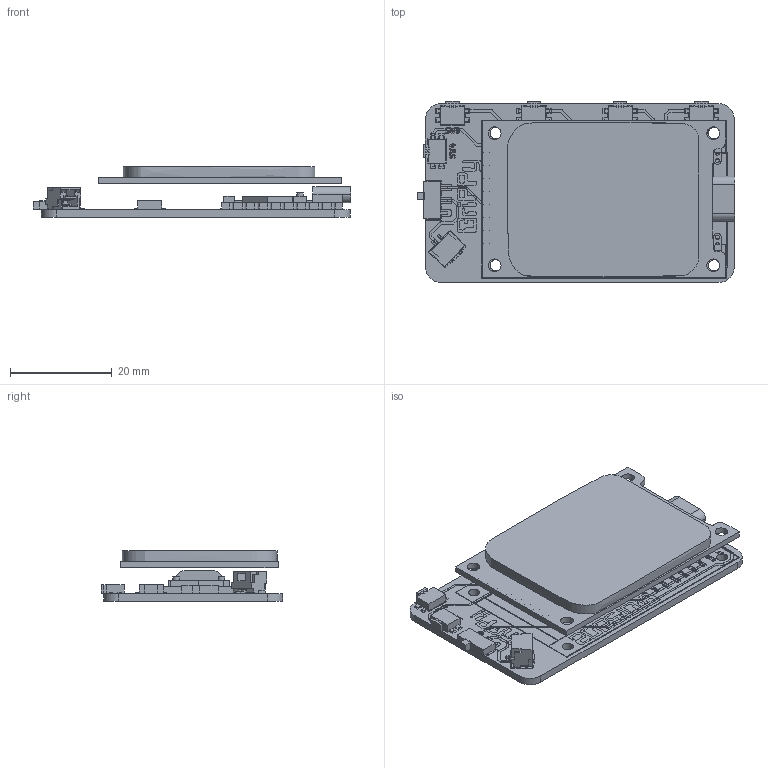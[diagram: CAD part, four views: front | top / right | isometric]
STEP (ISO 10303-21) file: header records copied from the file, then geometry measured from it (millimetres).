
FILE_DESCRIPTION(('KiCad electronic assembly'),'2;1');
FILE_NAME('grippy-rt-ang.step','2025-10-19T18:09:59',('Pcbnew'),('Kicad' ),'Open CASCADE STEP processor 7.8','KiCad to STEP converter', 'Unknown');
FILE_SCHEMA(('AUTOMOTIVE_DESIGN { 1 0 10303 214 1 1 1 1 }'));
Length unit declared in the file: millimetre
Products named in the file (13): grippy-rt-ang 1; ESP32S3 Super Mini; JST_GH_SM02B-GHS-TB_1x02-1MP_P1.25mm_Horizontal; evqpul02k; Body; slide-switch-smt-mskt-12c03-Part; tft-1.69-st7789v3-v1.4-tft-1.69-st7789v3; grippy-rt-ang_copper; grippy-rt-ang_pad; grippy-rt-ang_silkscreen; grippy-rt-ang_PCB
Assembly tree (16 placements, depth 3):
  grippy-rt-ang 1
    ESP32S3 Super Mini
    JST_GH_SM02B-GHS-TB_1x02-1MP_P1.25mm_Horizontal
    evqpul02k  x5
      Body
    slide-switch-smt-mskt-12c03-Part
      Body
    tft-1.69-st7789v3-v1.4-tft-1.69-st7789v3
      Body
    grippy-rt-ang_copper
    grippy-rt-ang_pad
    grippy-rt-ang_silkscreen
    grippy-rt-ang_PCB
Bounding box: 62.49 x 35.62 x 9.93 mm (x, y, z)
Volume: 8299.7 mm3; surface area: 10963.7 mm2
Topology: 81 solids, 200 shells, 1680 faces, 6423 edges, 5039 vertices
Faces by surface type: plane 1386, cylinder 242, bspline 50, extrusion 2
Full cylindrical faces by diameter (mm): 0.813 x18, 0.9 x12, 1.126 x16, 1.27 x2, 2.2 x4, 2.5 x4
Entity records: 67876 total; most frequent: CARTESIAN_POINT 14826, DIRECTION 9523, ORIENTED_EDGE 9275, EDGE_CURVE 5847, VECTOR 4809, LINE 4807, VERTEX_POINT 4687, AXIS2_PLACEMENT_3D 2357
